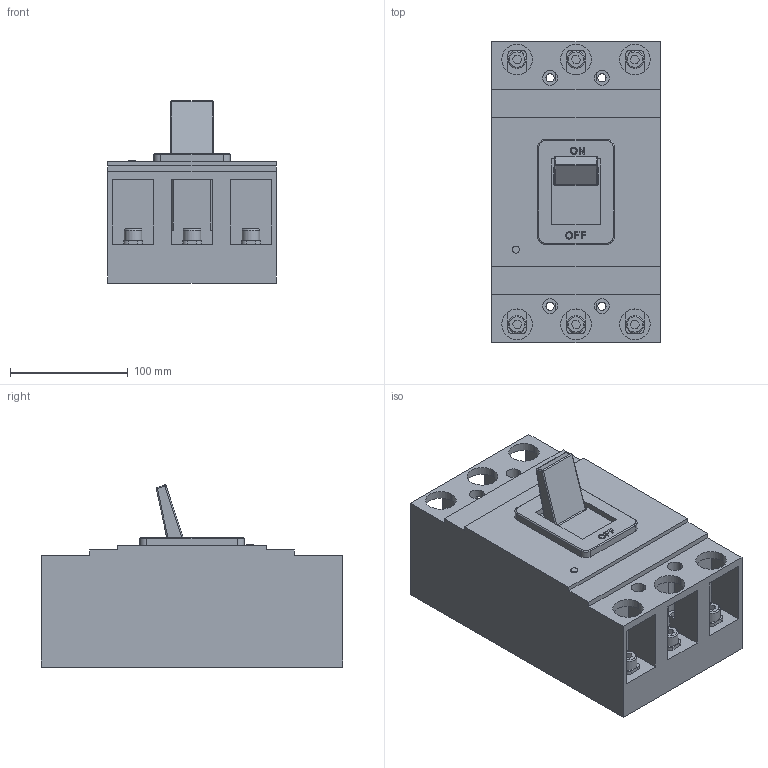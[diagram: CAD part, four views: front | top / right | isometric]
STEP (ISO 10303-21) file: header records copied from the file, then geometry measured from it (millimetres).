
FILE_DESCRIPTION (( 'STEP AP203' ), '1' );
FILE_NAME ('ﾂﾀ-99ﾌ-400-250ﾀ.STEP', '2018-06-09T08:17:40', ( '' ), ( '' ), 'SwSTEP 2.0', 'SolidWorks 2017', '' );
FILE_SCHEMA (( 'CONFIG_CONTROL_DESIGN' ));
Length unit declared in the file: millimetre
Products named in the file (1): ﾂﾀ-99ﾌ-400-250ﾀ
Bounding box: 143 x 256 x 154.74 mm (x, y, z)
Volume: 3284478.5 mm3; surface area: 207239.8 mm2
Topology: 1 solids, 1 shells, 288 faces, 746 edges, 483 vertices
Faces by surface type: plane 173, cylinder 74, bspline 20, torus 16, sphere 5
Entity records: 10245 total; most frequent: CARTESIAN_POINT 3076, ORIENTED_EDGE 1484, DIRECTION 1422, EDGE_CURVE 742, VECTOR 520, LINE 520, VERTEX_POINT 481, AXIS2_PLACEMENT_3D 451
